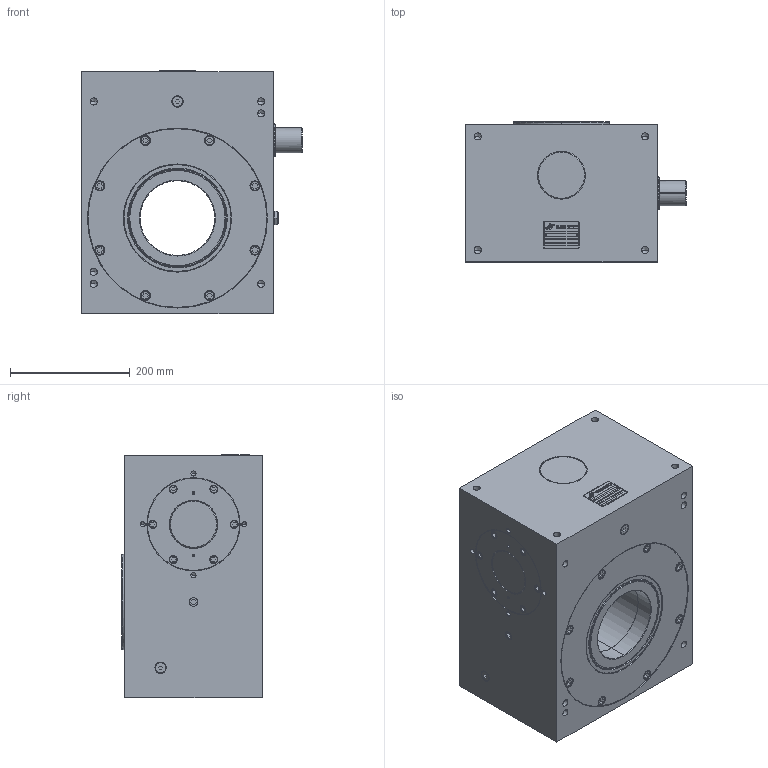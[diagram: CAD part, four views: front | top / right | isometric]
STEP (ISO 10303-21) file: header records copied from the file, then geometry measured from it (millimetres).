
FILE_DESCRIPTION((''),'2;1');
FILE_NAME('SRI130_DA','2020-11-09T',('gbiondi'),(''),'CREO PARAMETRIC BY PTC INC, 2018360','CREO PARAMETRIC BY PTC INC, 2018360','');
FILE_SCHEMA(('CONFIG_CONTROL_DESIGN','GEOMETRIC_VALIDATION_PROPERTIES_MIM'));
Length unit declared in the file: millimetre
Products named in the file (1): SRI130_DA
Bounding box: 368.75 x 235 x 407.1 mm (x, y, z)
Volume: 26702419.2 mm3; surface area: 957684 mm2
Topology: 1 solids, 2 shells, 1603 faces, 3932 edges, 2446 vertices
Faces by surface type: plane 798, cylinder 500, cone 295, torus 6, sphere 4
Entity records: 60770 total; most frequent: CARTESIAN_POINT 8377, DIRECTION 8124, ORIENTED_EDGE 7556, EDGE_CURVE 3778, AXIS2_PLACEMENT_3D 2780, VECTOR 2564, LINE 2564, VERTEX_POINT 2446
